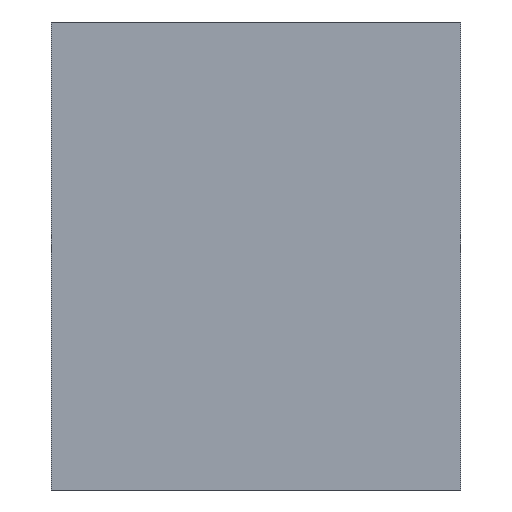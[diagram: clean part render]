
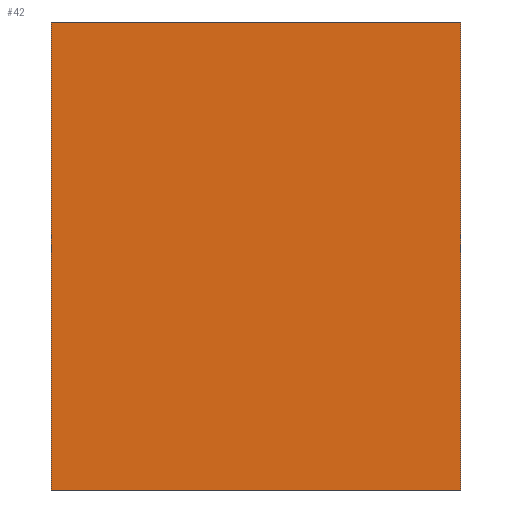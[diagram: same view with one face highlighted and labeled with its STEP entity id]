
A CAD part, left-side view. The second image highlights one B-rep face of the part: STEP entity #42.
In plain terms, the highlighted planar face has unit normal (-1, 0, 0).
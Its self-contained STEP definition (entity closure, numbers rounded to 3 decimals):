
#42 = ADVANCED_FACE( '', ( #84 ), #85, .F. );
#84 = FACE_OUTER_BOUND( '', #121, .T. );
#85 = PLANE( '', #122 );
#121 = EDGE_LOOP( '', ( #177, #178, #179, #180 ) );
#122 = AXIS2_PLACEMENT_3D( '', #181, #182, #183 );
#177 = ORIENTED_EDGE( '', *, *, #202, .T. );
#178 = ORIENTED_EDGE( '', *, *, #212, .F. );
#179 = ORIENTED_EDGE( '', *, *, #207, .F. );
#180 = ORIENTED_EDGE( '', *, *, #214, .T. );
#181 = CARTESIAN_POINT( '', ( -348., 42., 96. ) );
#182 = DIRECTION( '', ( 1., 0., 0. ) );
#183 = DIRECTION( '', ( 0., 0., -1. ) );
#202 = EDGE_CURVE( '', #226, #230, #232, .T. );
#207 = EDGE_CURVE( '', #239, #241, #242, .T. );
#212 = EDGE_CURVE( '', #241, #230, #248, .T. );
#214 = EDGE_CURVE( '', #239, #226, #250, .T. );
#226 = VERTEX_POINT( '', #262 );
#230 = VERTEX_POINT( '', #268 );
#232 = LINE( '', #271, #272 );
#239 = VERTEX_POINT( '', #279 );
#241 = VERTEX_POINT( '', #282 );
#242 = LINE( '', #283, #284 );
#248 = LINE( '', #293, #294 );
#250 = LINE( '', #296, #297 );
#262 = CARTESIAN_POINT( '', ( -348., 42., 0. ) );
#268 = CARTESIAN_POINT( '', ( -348., -42., 0. ) );
#271 = CARTESIAN_POINT( '', ( -348., 42., 0. ) );
#272 = VECTOR( '', #313, 1000. );
#279 = CARTESIAN_POINT( '', ( -348., 42., 96. ) );
#282 = CARTESIAN_POINT( '', ( -348., -42., 96. ) );
#283 = CARTESIAN_POINT( '', ( -348., 42., 96. ) );
#284 = VECTOR( '', #321, 1000. );
#293 = CARTESIAN_POINT( '', ( -348., -42., 96. ) );
#294 = VECTOR( '', #325, 1000. );
#296 = CARTESIAN_POINT( '', ( -348., 42., 96. ) );
#297 = VECTOR( '', #326, 1000. );
#313 = DIRECTION( '', ( 0., -1., 0. ) );
#321 = DIRECTION( '', ( 0., -1., 0. ) );
#325 = DIRECTION( '', ( 0., 0., -1. ) );
#326 = DIRECTION( '', ( 0., 0., -1. ) );
